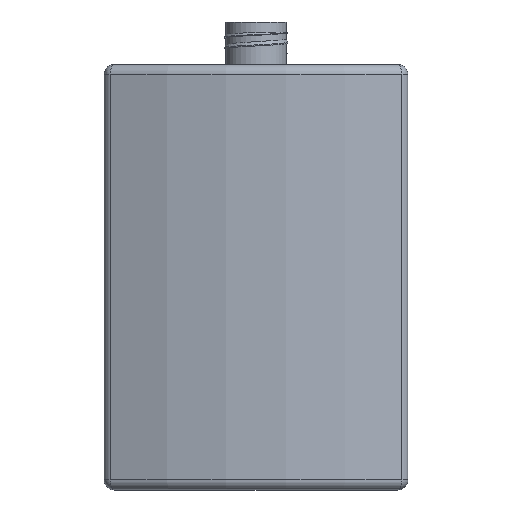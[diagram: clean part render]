
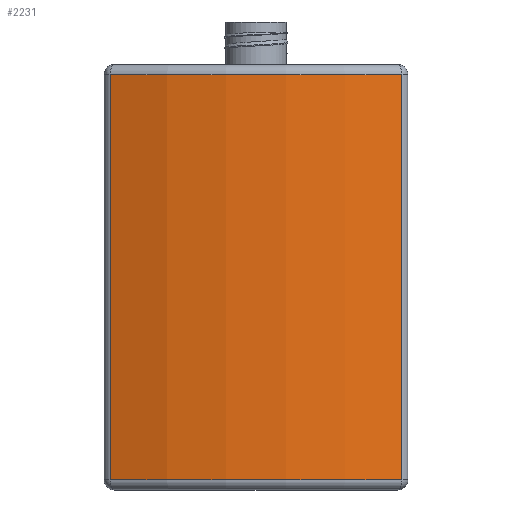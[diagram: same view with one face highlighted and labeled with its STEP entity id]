
A CAD part, front view. The second image highlights one B-rep face of the part: STEP entity #2231.
In plain terms, the highlighted cylindrical face has radius 65 mm (diameter 130 mm), a partial arc.
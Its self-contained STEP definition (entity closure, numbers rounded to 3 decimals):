
#1365 = CYLINDRICAL_SURFACE('',#1366,1.667);
#1366 = AXIS2_PLACEMENT_3D('',#1367,#1368,#1369);
#1367 = CARTESIAN_POINT('',(-23.333,-3.878,0.));
#1368 = DIRECTION('',(0.,0.,1.));
#1369 = DIRECTION('',(-1.,0.,0.));
#1652 = VERTEX_POINT('',#1653);
#1653 = CARTESIAN_POINT('',(-23.947,-5.428,
    1.667));
#1675 = EDGE_CURVE('',#1652,#1676,#1678,.T.);
#1676 = VERTEX_POINT('',#1677);
#1677 = CARTESIAN_POINT('',(-23.947,-5.428,
    68.333));
#1678 = SURFACE_CURVE('',#1679,(#1683,#1690),.PCURVE_S1.);
#1679 = LINE('',#1680,#1681);
#1680 = CARTESIAN_POINT('',(-23.947,-5.428,0.));
#1681 = VECTOR('',#1682,1.);
#1682 = DIRECTION('',(0.,0.,1.));
#1683 = PCURVE('',#1365,#1684);
#1684 = DEFINITIONAL_REPRESENTATION('',(#1685),#1689);
#1685 = LINE('',#1686,#1687);
#1686 = CARTESIAN_POINT('',(1.193,0.));
#1687 = VECTOR('',#1688,1.);
#1688 = DIRECTION('',(0.,1.));
#1689 = ( GEOMETRIC_REPRESENTATION_CONTEXT(2) 
PARAMETRIC_REPRESENTATION_CONTEXT() REPRESENTATION_CONTEXT('2D SPACE',''
  ) );
#1690 = PCURVE('',#1691,#1696);
#1691 = CYLINDRICAL_SURFACE('',#1692,65.);
#1692 = AXIS2_PLACEMENT_3D('',#1693,#1694,#1695);
#1693 = CARTESIAN_POINT('',(0.,55.,0.));
#1694 = DIRECTION('',(-0.,-0.,-1.));
#1695 = DIRECTION('',(-0.385,-0.923,0.));
#1696 = DEFINITIONAL_REPRESENTATION('',(#1697),#1701);
#1697 = LINE('',#1698,#1699);
#1698 = CARTESIAN_POINT('',(-0.017,0.));
#1699 = VECTOR('',#1700,1.);
#1700 = DIRECTION('',(-0.,-1.));
#1701 = ( GEOMETRIC_REPRESENTATION_CONTEXT(2) 
PARAMETRIC_REPRESENTATION_CONTEXT() REPRESENTATION_CONTEXT('2D SPACE',''
  ) );
#1931 = TOROIDAL_SURFACE('',#1932,63.333,1.667);
#1932 = AXIS2_PLACEMENT_3D('',#1933,#1934,#1935);
#1933 = CARTESIAN_POINT('',(0.,55.,1.667));
#1934 = DIRECTION('',(-0.,-0.,-1.));
#1935 = DIRECTION('',(-0.385,-0.923,0.));
#2077 = TOROIDAL_SURFACE('',#2078,63.333,1.667);
#2078 = AXIS2_PLACEMENT_3D('',#2079,#2080,#2081);
#2079 = CARTESIAN_POINT('',(0.,55.,68.333));
#2080 = DIRECTION('',(0.,0.,1.));
#2081 = DIRECTION('',(-0.385,-0.923,0.));
#2231 = ADVANCED_FACE('',(#2232),#1691,.T.);
#2232 = FACE_BOUND('',#2233,.F.);
#2233 = EDGE_LOOP('',(#2234,#2235,#2259,#2287));
#2234 = ORIENTED_EDGE('',*,*,#1675,.T.);
#2235 = ORIENTED_EDGE('',*,*,#2236,.T.);
#2236 = EDGE_CURVE('',#1676,#2237,#2239,.T.);
#2237 = VERTEX_POINT('',#2238);
#2238 = CARTESIAN_POINT('',(23.947,-5.428,
    68.333));
#2239 = SURFACE_CURVE('',#2240,(#2245,#2252),.PCURVE_S1.);
#2240 = CIRCLE('',#2241,65.);
#2241 = AXIS2_PLACEMENT_3D('',#2242,#2243,#2244);
#2242 = CARTESIAN_POINT('',(0.,55.,68.333));
#2243 = DIRECTION('',(0.,0.,1.));
#2244 = DIRECTION('',(-0.385,-0.923,0.));
#2245 = PCURVE('',#1691,#2246);
#2246 = DEFINITIONAL_REPRESENTATION('',(#2247),#2251);
#2247 = LINE('',#2248,#2249);
#2248 = CARTESIAN_POINT('',(-0.,-68.333));
#2249 = VECTOR('',#2250,1.);
#2250 = DIRECTION('',(-1.,0.));
#2251 = ( GEOMETRIC_REPRESENTATION_CONTEXT(2) 
PARAMETRIC_REPRESENTATION_CONTEXT() REPRESENTATION_CONTEXT('2D SPACE',''
  ) );
#2252 = PCURVE('',#2077,#2253);
#2253 = DEFINITIONAL_REPRESENTATION('',(#2254),#2258);
#2254 = LINE('',#2255,#2256);
#2255 = CARTESIAN_POINT('',(0.,0.));
#2256 = VECTOR('',#2257,1.);
#2257 = DIRECTION('',(1.,0.));
#2258 = ( GEOMETRIC_REPRESENTATION_CONTEXT(2) 
PARAMETRIC_REPRESENTATION_CONTEXT() REPRESENTATION_CONTEXT('2D SPACE',''
  ) );
#2259 = ORIENTED_EDGE('',*,*,#2260,.F.);
#2260 = EDGE_CURVE('',#2261,#2237,#2263,.T.);
#2261 = VERTEX_POINT('',#2262);
#2262 = CARTESIAN_POINT('',(23.947,-5.428,1.667
    ));
#2263 = SURFACE_CURVE('',#2264,(#2268,#2275),.PCURVE_S1.);
#2264 = LINE('',#2265,#2266);
#2265 = CARTESIAN_POINT('',(23.947,-5.428,0.));
#2266 = VECTOR('',#2267,1.);
#2267 = DIRECTION('',(0.,0.,1.));
#2268 = PCURVE('',#1691,#2269);
#2269 = DEFINITIONAL_REPRESENTATION('',(#2270),#2274);
#2270 = LINE('',#2271,#2272);
#2271 = CARTESIAN_POINT('',(-0.772,0.));
#2272 = VECTOR('',#2273,1.);
#2273 = DIRECTION('',(-0.,-1.));
#2274 = ( GEOMETRIC_REPRESENTATION_CONTEXT(2) 
PARAMETRIC_REPRESENTATION_CONTEXT() REPRESENTATION_CONTEXT('2D SPACE',''
  ) );
#2275 = PCURVE('',#2276,#2281);
#2276 = CYLINDRICAL_SURFACE('',#2277,1.667);
#2277 = AXIS2_PLACEMENT_3D('',#2278,#2279,#2280);
#2278 = CARTESIAN_POINT('',(23.333,-3.878,0.));
#2279 = DIRECTION('',(0.,0.,1.));
#2280 = DIRECTION('',(0.368,-0.93,0.));
#2281 = DEFINITIONAL_REPRESENTATION('',(#2282),#2286);
#2282 = LINE('',#2283,#2284);
#2283 = CARTESIAN_POINT('',(0.,0.));
#2284 = VECTOR('',#2285,1.);
#2285 = DIRECTION('',(0.,1.));
#2286 = ( GEOMETRIC_REPRESENTATION_CONTEXT(2) 
PARAMETRIC_REPRESENTATION_CONTEXT() REPRESENTATION_CONTEXT('2D SPACE',''
  ) );
#2287 = ORIENTED_EDGE('',*,*,#2288,.F.);
#2288 = EDGE_CURVE('',#1652,#2261,#2289,.T.);
#2289 = SURFACE_CURVE('',#2290,(#2295,#2302),.PCURVE_S1.);
#2290 = CIRCLE('',#2291,65.);
#2291 = AXIS2_PLACEMENT_3D('',#2292,#2293,#2294);
#2292 = CARTESIAN_POINT('',(0.,55.,1.667));
#2293 = DIRECTION('',(0.,0.,1.));
#2294 = DIRECTION('',(-0.385,-0.923,0.));
#2295 = PCURVE('',#1691,#2296);
#2296 = DEFINITIONAL_REPRESENTATION('',(#2297),#2301);
#2297 = LINE('',#2298,#2299);
#2298 = CARTESIAN_POINT('',(-0.,-1.667));
#2299 = VECTOR('',#2300,1.);
#2300 = DIRECTION('',(-1.,0.));
#2301 = ( GEOMETRIC_REPRESENTATION_CONTEXT(2) 
PARAMETRIC_REPRESENTATION_CONTEXT() REPRESENTATION_CONTEXT('2D SPACE',''
  ) );
#2302 = PCURVE('',#1931,#2303);
#2303 = DEFINITIONAL_REPRESENTATION('',(#2304),#2308);
#2304 = LINE('',#2305,#2306);
#2305 = CARTESIAN_POINT('',(-0.,0.));
#2306 = VECTOR('',#2307,1.);
#2307 = DIRECTION('',(-1.,0.));
#2308 = ( GEOMETRIC_REPRESENTATION_CONTEXT(2) 
PARAMETRIC_REPRESENTATION_CONTEXT() REPRESENTATION_CONTEXT('2D SPACE',''
  ) );
